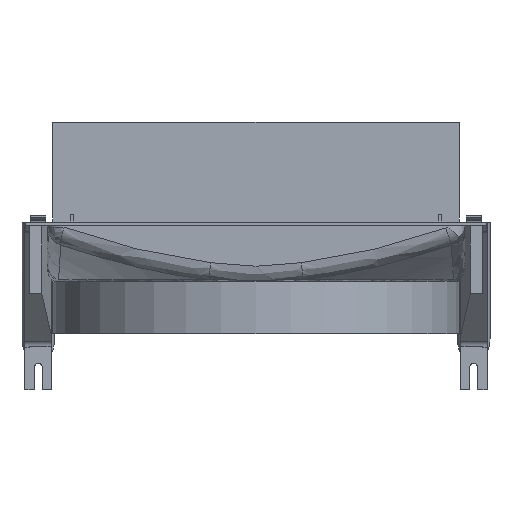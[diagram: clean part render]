
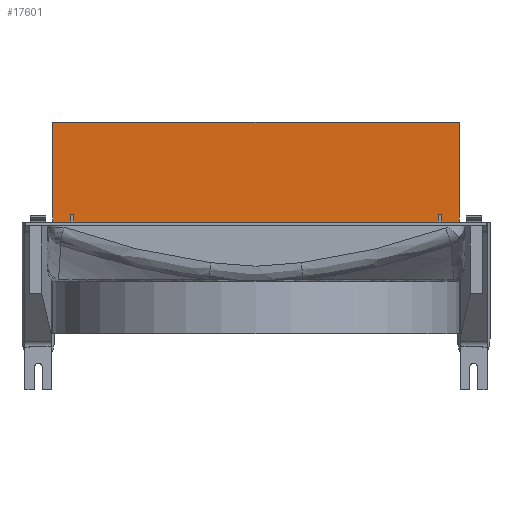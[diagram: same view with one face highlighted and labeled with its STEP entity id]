
A CAD part, front view. The second image highlights one B-rep face of the part: STEP entity #17601.
In plain terms, the highlighted planar face has unit normal (0, -1, 0).
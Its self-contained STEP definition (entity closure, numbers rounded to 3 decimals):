
#1679=DIRECTION('',(-1.,0.,0.));
#1680=VECTOR('',#1679,7.5);
#1681=CARTESIAN_POINT('',(134.5,136.5,74.));
#1682=LINE('',#1681,#1680);
#1747=DIRECTION('',(-1.,0.,0.));
#1748=VECTOR('',#1747,7.5);
#1749=CARTESIAN_POINT('',(-127.,136.5,74.));
#1750=LINE('',#1749,#1748);
#2140=DIRECTION('',(0.,0.,1.));
#2141=VECTOR('',#2140,3.472);
#2142=CARTESIAN_POINT('',(-127.,136.5,70.528));
#2143=LINE('',#2142,#2141);
#2149=CARTESIAN_POINT('',(-127.,136.5,70.528));
#2162=CARTESIAN_POINT('',(29.922,136.5,47.117));
#2163=CARTESIAN_POINT('',(33.628,136.5,47.522));
#2164=CARTESIAN_POINT('',(43.044,136.5,48.734));
#2165=CARTESIAN_POINT('',(58.316,136.5,51.398));
#2166=CARTESIAN_POINT('',(76.022,136.5,55.35));
#2167=CARTESIAN_POINT('',(94.617,136.5,60.297));
#2168=CARTESIAN_POINT('',(111.706,136.5,65.472));
#2169=CARTESIAN_POINT('',(122.624,136.5,69.054));
#2170=CARTESIAN_POINT('',(127.,136.5,70.528));
#2172=CARTESIAN_POINT('',(-125.512,136.5,70.028));
#2173=CARTESIAN_POINT('',(-119.491,136.5,68.013));
#2174=CARTESIAN_POINT('',(-107.466,136.5,64.133));
#2175=CARTESIAN_POINT('',(-89.722,136.5,58.939));
#2176=CARTESIAN_POINT('',(-72.585,136.5,54.538));
#2177=CARTESIAN_POINT('',(-56.197,136.5,51.));
#2178=CARTESIAN_POINT('',(-42.057,136.5,48.599));
#2179=CARTESIAN_POINT('',(-33.339,136.5,47.491));
#2180=CARTESIAN_POINT('',(-29.922,136.5,47.117));
#2182=CARTESIAN_POINT('',(-127.,136.5,70.528));
#2183=CARTESIAN_POINT('',(-126.504,136.5,70.361));
#2184=CARTESIAN_POINT('',(-126.008,136.5,70.194));
#2185=CARTESIAN_POINT('',(-125.512,136.5,70.028));
#2187=DIRECTION('',(-1.,0.,0.));
#2188=VECTOR('',#2187,269.);
#2189=CARTESIAN_POINT('',(134.5,136.5,140.));
#2190=LINE('',#2189,#2188);
#2191=DIRECTION('',(0.,0.,1.));
#2192=VECTOR('',#2191,66.);
#2193=CARTESIAN_POINT('',(134.5,136.5,74.));
#2194=LINE('',#2193,#2192);
#2209=DIRECTION('',(0.,0.,-1.));
#2210=VECTOR('',#2209,3.472);
#2211=CARTESIAN_POINT('',(127.,136.5,74.));
#2212=LINE('',#2211,#2210);
#2540=CARTESIAN_POINT('',(29.922,136.5,47.117));
#2541=CARTESIAN_POINT('',(25.976,136.5,46.698));
#2542=CARTESIAN_POINT('',(18.544,136.5,45.798));
#2543=CARTESIAN_POINT('',(8.737,136.5,44.943));
#2544=CARTESIAN_POINT('',(0.157,136.5,44.665));
#2545=CARTESIAN_POINT('',(-8.58,136.5,44.933));
#2546=CARTESIAN_POINT('',(-18.356,136.5,45.776));
#2547=CARTESIAN_POINT('',(-25.905,136.5,46.69));
#2548=CARTESIAN_POINT('',(-29.922,136.5,47.117));
#8413=DIRECTION('',(0.,0.,1.));
#8414=VECTOR('',#8413,66.);
#8415=CARTESIAN_POINT('',(-134.5,136.5,74.));
#8416=LINE('',#8415,#8414);
#13343=CARTESIAN_POINT('',(-127.,136.5,74.));
#13344=VERTEX_POINT('',#13343);
#13345=CARTESIAN_POINT('',(-134.5,136.5,74.));
#13346=VERTEX_POINT('',#13345);
#13383=CARTESIAN_POINT('',(134.5,136.5,74.));
#13384=VERTEX_POINT('',#13383);
#13385=CARTESIAN_POINT('',(127.,136.5,74.));
#13386=VERTEX_POINT('',#13385);
#13689=VERTEX_POINT('',#2149);
#13690=CARTESIAN_POINT('',(134.5,136.5,140.));
#13691=VERTEX_POINT('',#13690);
#13692=CARTESIAN_POINT('',(-134.5,136.5,140.));
#13693=VERTEX_POINT('',#13692);
#13694=VERTEX_POINT('',#2185);
#13695=VERTEX_POINT('',#2180);
#13696=VERTEX_POINT('',#2540);
#13697=VERTEX_POINT('',#2170);
#17575=CARTESIAN_POINT('',(-127.,136.5,37.));
#17576=DIRECTION('',(0.,1.,0.));
#17577=DIRECTION('',(1.,0.,0.));
#17578=AXIS2_PLACEMENT_3D('',#17575,#17576,#17577);
#17579=PLANE('',#17578);
#17580=ORIENTED_EDGE('',*,*,#17157,.T.);
#17582=ORIENTED_EDGE('',*,*,#17581,.T.);
#17584=ORIENTED_EDGE('',*,*,#17583,.F.);
#17586=ORIENTED_EDGE('',*,*,#17585,.T.);
#17588=ORIENTED_EDGE('',*,*,#17587,.F.);
#17590=ORIENTED_EDGE('',*,*,#17589,.F.);
#17591=ORIENTED_EDGE('',*,*,#17565,.T.);
#17592=ORIENTED_EDGE('',*,*,#17193,.T.);
#17594=ORIENTED_EDGE('',*,*,#17593,.T.);
#17596=ORIENTED_EDGE('',*,*,#17595,.F.);
#17598=ORIENTED_EDGE('',*,*,#17597,.F.);
#17599=EDGE_LOOP('',(#17580,#17582,#17584,#17586,#17588,#17590,#17591,#17592,
#17594,#17596,#17598));
#17600=FACE_OUTER_BOUND('',#17599,.F.);
#17601=ADVANCED_FACE('',(#17600),#17579,.F.);
#2171=B_SPLINE_CURVE_WITH_KNOTS('',3,(#2162,#2163,#2164,#2165,#2166,#2167,#2168,
#2169,#2170),.UNSPECIFIED.,.F.,.F.,(4,1,1,1,1,1,4),(0.,0.112,
0.286,0.466,0.656,0.862,1.),
.UNSPECIFIED.);
#2181=B_SPLINE_CURVE_WITH_KNOTS('',3,(#2172,#2173,#2174,#2175,#2176,#2177,#2178,
#2179,#2180),.UNSPECIFIED.,.F.,.F.,(4,1,1,1,1,1,4),(0.,0.193,
0.384,0.562,0.731,0.895,1.),
.UNSPECIFIED.);
#2186=B_SPLINE_CURVE_WITH_KNOTS('',3,(#2182,#2183,#2184,#2185),.UNSPECIFIED.,
.F.,.F.,(4,4),(0.,1.),.UNSPECIFIED.);
#2549=B_SPLINE_CURVE_WITH_KNOTS('',3,(#2540,#2541,#2542,#2543,#2544,#2545,#2546,
#2547,#2548),.UNSPECIFIED.,.F.,.F.,(4,1,1,1,1,1,4),(0.,0.167,
0.333,0.5,0.667,0.833,1.),
.UNSPECIFIED.);
#17157=EDGE_CURVE('',#13384,#13386,#1682,.T.);
#17193=EDGE_CURVE('',#13344,#13346,#1750,.T.);
#17565=EDGE_CURVE('',#13689,#13344,#2143,.T.);
#17581=EDGE_CURVE('',#13386,#13697,#2212,.T.);
#17583=EDGE_CURVE('',#13696,#13697,#2171,.T.);
#17585=EDGE_CURVE('',#13696,#13695,#2549,.T.);
#17587=EDGE_CURVE('',#13694,#13695,#2181,.T.);
#17589=EDGE_CURVE('',#13689,#13694,#2186,.T.);
#17593=EDGE_CURVE('',#13346,#13693,#8416,.T.);
#17595=EDGE_CURVE('',#13691,#13693,#2190,.T.);
#17597=EDGE_CURVE('',#13384,#13691,#2194,.T.);
